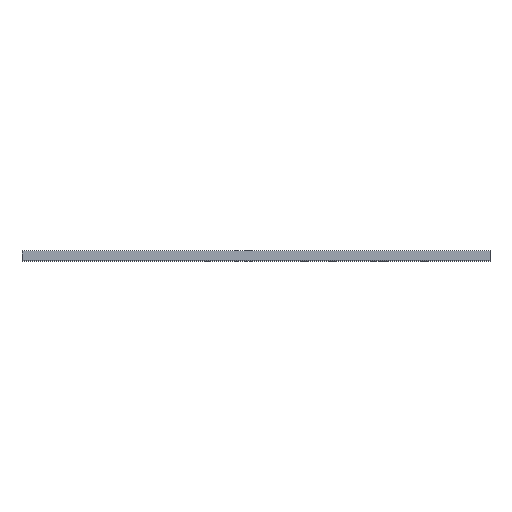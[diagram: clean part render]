
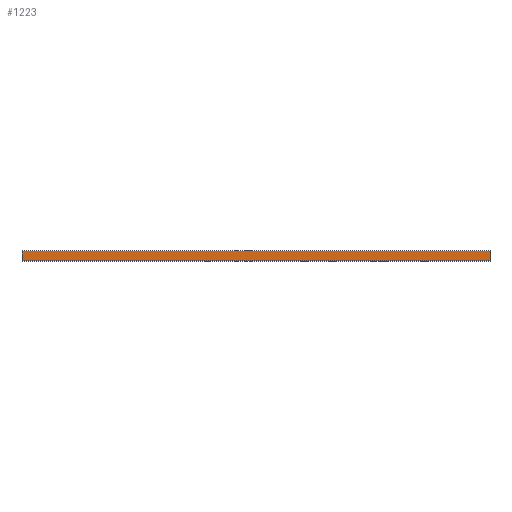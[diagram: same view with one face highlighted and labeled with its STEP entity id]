
A CAD part, top view. The second image highlights one B-rep face of the part: STEP entity #1223.
In plain terms, the highlighted planar face has unit normal (0, 0, 1).
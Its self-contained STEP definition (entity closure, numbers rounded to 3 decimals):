
#270=FACE_OUTER_BOUND('',#327,.T.);
#327=EDGE_LOOP('',(#887,#888,#889,#890));
#486=LINE('',#1840,#549);
#487=LINE('',#1842,#550);
#488=LINE('',#1844,#551);
#489=LINE('',#1845,#552);
#549=VECTOR('',#1457,1.);
#550=VECTOR('',#1458,1.);
#551=VECTOR('',#1459,1.);
#552=VECTOR('',#1460,1.);
#612=VERTEX_POINT('',#1838);
#613=VERTEX_POINT('',#1839);
#614=VERTEX_POINT('',#1841);
#615=VERTEX_POINT('',#1843);
#722=EDGE_CURVE('',#612,#613,#486,.T.);
#723=EDGE_CURVE('',#613,#614,#487,.T.);
#724=EDGE_CURVE('',#615,#614,#488,.T.);
#725=EDGE_CURVE('',#612,#615,#489,.T.);
#887=ORIENTED_EDGE('',*,*,#722,.T.);
#888=ORIENTED_EDGE('',*,*,#723,.T.);
#889=ORIENTED_EDGE('',*,*,#724,.F.);
#890=ORIENTED_EDGE('',*,*,#725,.F.);
#1217=PLANE('',#1294);
#1223=ADVANCED_FACE('',(#270),#1217,.T.);
#1294=AXIS2_PLACEMENT_3D('',#1837,#1455,#1456);
#1455=DIRECTION('center_axis',(0.,0.,1.));
#1456=DIRECTION('ref_axis',(-1.,0.,0.));
#1457=DIRECTION('',(0.,1.,0.));
#1458=DIRECTION('',(-1.,0.,0.));
#1459=DIRECTION('',(0.,1.,0.));
#1460=DIRECTION('',(-1.,0.,0.));
#1837=CARTESIAN_POINT('Origin',(145.,0.,49.6));
#1838=CARTESIAN_POINT('',(145.,0.,49.6));
#1839=CARTESIAN_POINT('',(145.,1.51,49.6));
#1840=CARTESIAN_POINT('',(145.,0.,49.6));
#1841=CARTESIAN_POINT('',(70.9,1.51,49.6));
#1842=CARTESIAN_POINT('',(145.,1.51,49.6));
#1843=CARTESIAN_POINT('',(70.9,0.,49.6));
#1844=CARTESIAN_POINT('',(70.9,0.,49.6));
#1845=CARTESIAN_POINT('',(145.,0.,49.6));
